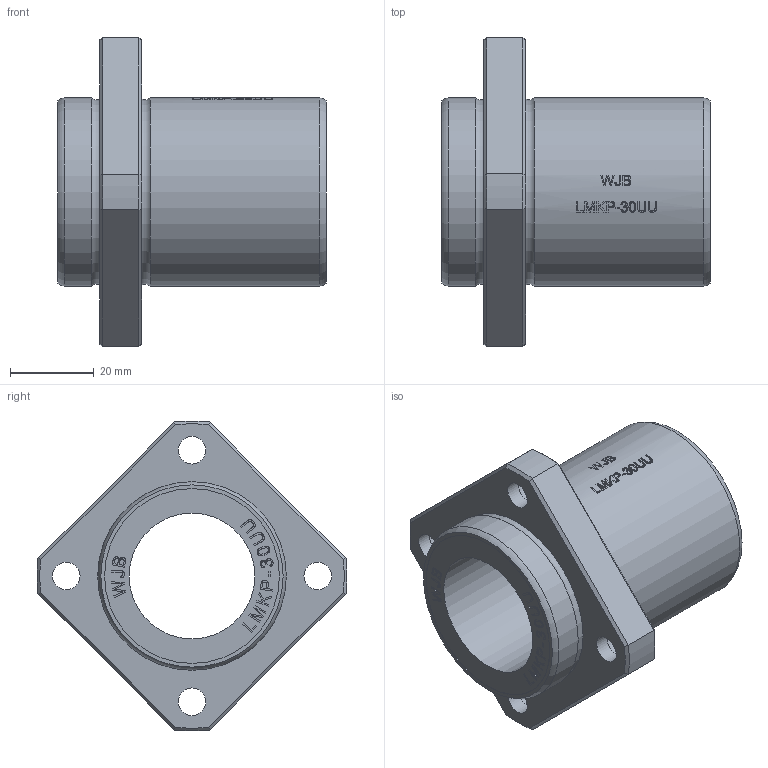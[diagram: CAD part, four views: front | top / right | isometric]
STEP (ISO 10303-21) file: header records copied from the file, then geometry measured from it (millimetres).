
FILE_DESCRIPTION(/* description */ (''),/* implementation_level */ '2;1');
FILE_NAME(/* name */ 'WJB-LMKP-30UU.stp',/* time_stamp */ '2019-01-27T12:26:39+08:00',/* author */ (''),/* organization */ (''),/* preprocessor_version */ 'ST-DEVELOPER v11',/* originating_system */ 'SIEMENS UGS NX 6.0',/* authorisation */ '');
FILE_SCHEMA (('AUTOMOTIVE_DESIGN { 1 0 10303 214 1 1 1 1 }'));
Length unit declared in the file: millimetre
Products named in the file (1): ROCKE321z0zh
Bounding box: 64 x 73.95 x 73.95 mm (x, y, z)
Volume: 70065.4 mm3; surface area: 21790 mm2
Topology: 1 solids, 1 shells, 381 faces, 949 edges, 626 vertices
Faces by surface type: plane 231, extrusion 105, cylinder 33, cone 8, torus 4
Full cylindrical faces by diameter (mm): 6.6 x4, 11 x4, 30 x1, 41.7 x2, 45 x2
Entity records: 14755 total; most frequent: CARTESIAN_POINT 6289, ORIENTED_EDGE 1864, DIRECTION 1339, EDGE_CURVE 932, VERTEX_POINT 626, VECTOR 561, B_SPLINE_CURVE_WITH_KNOTS 469, EDGE_LOOP 464
